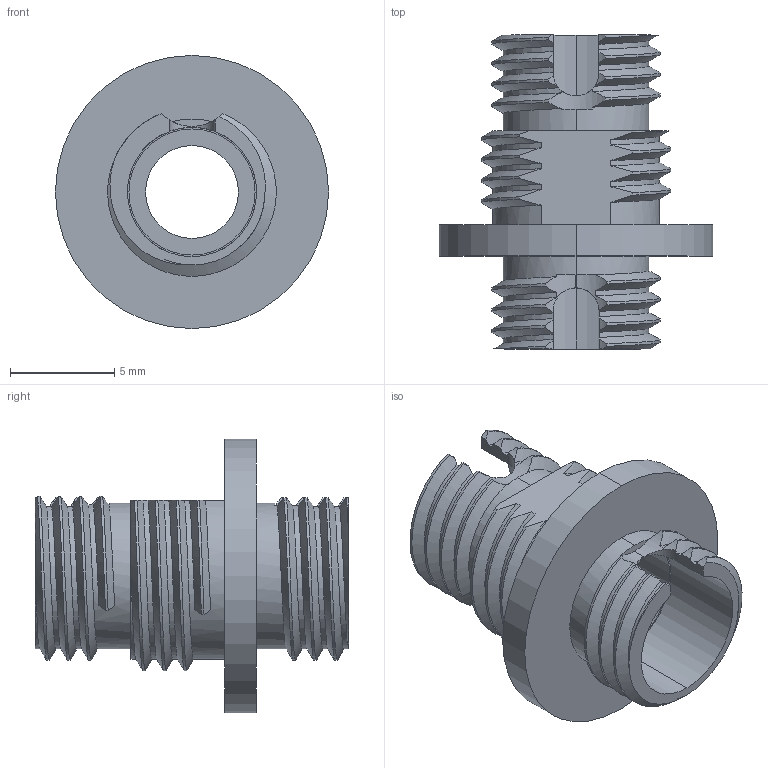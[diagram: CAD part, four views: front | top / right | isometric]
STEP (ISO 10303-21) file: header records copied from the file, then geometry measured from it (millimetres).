
FILE_DESCRIPTION (( 'STEP AP214' ), '1' );
FILE_NAME ('FOA-FASM1-MC0D-LGH_3D.STEP', '2021-08-10T19:05:01', ( '' ), ( '' ), 'SwSTEP 2.0', 'SolidWorks 2021', '' );
FILE_SCHEMA (( 'AUTOMOTIVE_DESIGN' ));
Length unit declared in the file: inch
Products named in the file (1): FOA-FASM1-MC0D-LGH_3D
Bounding box: 13.1 x 15.05 x 13.1 mm (x, y, z)
Volume: 387.2 mm3; surface area: 1045.7 mm2
Topology: 1 solids, 1 shells, 107 faces, 303 edges, 202 vertices
Faces by surface type: cylinder 46, bspline 43, plane 18
Entity records: 9851 total; most frequent: CARTESIAN_POINT 7587, ORIENTED_EDGE 606, EDGE_CURVE 303, DIRECTION 298, VERTEX_POINT 202, EDGE_LOOP 113, ADVANCED_FACE 107, FACE_OUTER_BOUND 107
